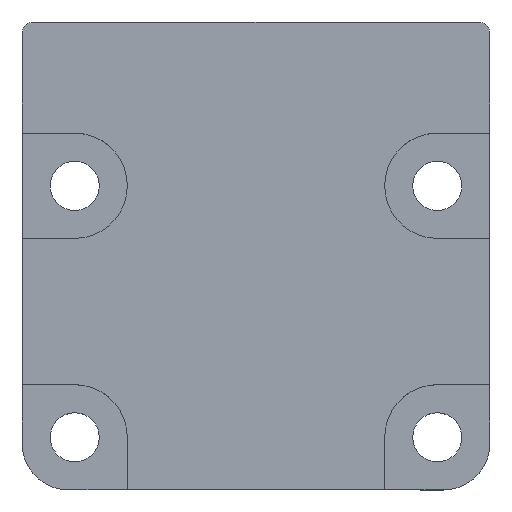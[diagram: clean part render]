
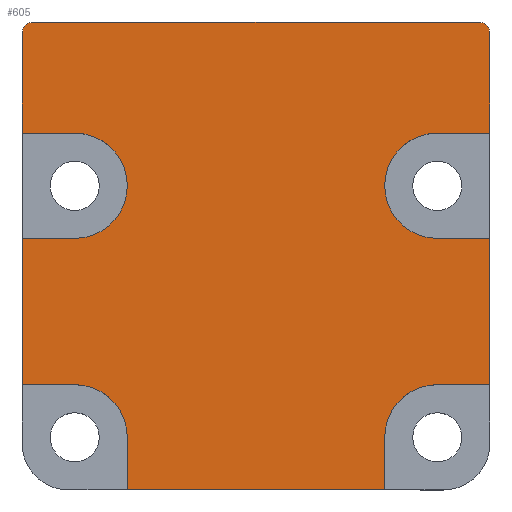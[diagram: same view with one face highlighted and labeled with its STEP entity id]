
A CAD part, top view. The second image highlights one B-rep face of the part: STEP entity #605.
In plain terms, the highlighted planar face has unit normal (0, 0, 1).
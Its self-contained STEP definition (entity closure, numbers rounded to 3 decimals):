
#30=CIRCLE('',#623,4.5);
#34=CIRCLE('',#631,4.5);
#37=CIRCLE('',#637,4.5);
#40=CIRCLE('',#644,4.5);
#44=CIRCLE('',#653,1.);
#45=CIRCLE('',#654,1.);
#79=FACE_OUTER_BOUND('',#112,.T.);
#112=EDGE_LOOP('',(#463,#464,#465,#466,#467,#468,#469,#470,#471,#472,#473,
#474,#475,#476,#477,#478,#479,#480,#481,#482));
#133=LINE('',#845,#189);
#138=LINE('',#859,#194);
#143=LINE('',#874,#199);
#148=LINE('',#888,#204);
#154=LINE('',#907,#210);
#157=LINE('',#913,#213);
#163=LINE('',#932,#219);
#166=LINE('',#938,#222);
#174=LINE('',#957,#230);
#175=LINE('',#958,#231);
#176=LINE('',#963,#232);
#177=LINE('',#966,#233);
#178=LINE('',#967,#234);
#179=LINE('',#968,#235);
#189=VECTOR('',#679,4.5);
#194=VECTOR('',#692,4.5);
#199=VECTOR('',#705,4.5);
#204=VECTOR('',#718,4.5);
#210=VECTOR('',#736,4.5);
#213=VECTOR('',#741,4.5);
#219=VECTOR('',#759,4.5);
#222=VECTOR('',#764,4.5);
#230=VECTOR('',#780,8.5);
#231=VECTOR('',#781,12.5);
#232=VECTOR('',#786,38.);
#233=VECTOR('',#789,8.5);
#234=VECTOR('',#790,12.5);
#235=VECTOR('',#791,22.);
#245=VERTEX_POINT('',#843);
#246=VERTEX_POINT('',#844);
#249=VERTEX_POINT('',#852);
#251=VERTEX_POINT('',#858);
#256=VERTEX_POINT('',#872);
#257=VERTEX_POINT('',#873);
#260=VERTEX_POINT('',#881);
#262=VERTEX_POINT('',#887);
#265=VERTEX_POINT('',#897);
#266=VERTEX_POINT('',#898);
#269=VERTEX_POINT('',#906);
#271=VERTEX_POINT('',#912);
#274=VERTEX_POINT('',#922);
#275=VERTEX_POINT('',#923);
#278=VERTEX_POINT('',#931);
#280=VERTEX_POINT('',#937);
#287=VERTEX_POINT('',#955);
#288=VERTEX_POINT('',#960);
#289=VERTEX_POINT('',#962);
#290=VERTEX_POINT('',#964);
#301=EDGE_CURVE('',#245,#246,#133,.T.);
#305=EDGE_CURVE('',#249,#245,#30,.T.);
#308=EDGE_CURVE('',#251,#249,#138,.T.);
#315=EDGE_CURVE('',#256,#257,#143,.T.);
#319=EDGE_CURVE('',#260,#256,#34,.T.);
#322=EDGE_CURVE('',#262,#260,#148,.T.);
#327=EDGE_CURVE('',#265,#266,#37,.T.);
#331=EDGE_CURVE('',#269,#265,#154,.T.);
#334=EDGE_CURVE('',#266,#271,#157,.T.);
#339=EDGE_CURVE('',#274,#275,#40,.T.);
#343=EDGE_CURVE('',#278,#274,#163,.T.);
#346=EDGE_CURVE('',#275,#280,#166,.T.);
#356=EDGE_CURVE('',#257,#287,#174,.T.);
#357=EDGE_CURVE('',#246,#262,#175,.T.);
#358=EDGE_CURVE('',#287,#288,#44,.T.);
#359=EDGE_CURVE('',#288,#289,#176,.T.);
#360=EDGE_CURVE('',#289,#290,#45,.T.);
#361=EDGE_CURVE('',#290,#269,#177,.T.);
#362=EDGE_CURVE('',#271,#278,#178,.T.);
#363=EDGE_CURVE('',#280,#251,#179,.T.);
#463=ORIENTED_EDGE('',*,*,#308,.T.);
#464=ORIENTED_EDGE('',*,*,#305,.T.);
#465=ORIENTED_EDGE('',*,*,#301,.T.);
#466=ORIENTED_EDGE('',*,*,#357,.T.);
#467=ORIENTED_EDGE('',*,*,#322,.T.);
#468=ORIENTED_EDGE('',*,*,#319,.T.);
#469=ORIENTED_EDGE('',*,*,#315,.T.);
#470=ORIENTED_EDGE('',*,*,#356,.T.);
#471=ORIENTED_EDGE('',*,*,#358,.T.);
#472=ORIENTED_EDGE('',*,*,#359,.T.);
#473=ORIENTED_EDGE('',*,*,#360,.T.);
#474=ORIENTED_EDGE('',*,*,#361,.T.);
#475=ORIENTED_EDGE('',*,*,#331,.T.);
#476=ORIENTED_EDGE('',*,*,#327,.T.);
#477=ORIENTED_EDGE('',*,*,#334,.T.);
#478=ORIENTED_EDGE('',*,*,#362,.T.);
#479=ORIENTED_EDGE('',*,*,#343,.T.);
#480=ORIENTED_EDGE('',*,*,#339,.T.);
#481=ORIENTED_EDGE('',*,*,#346,.T.);
#482=ORIENTED_EDGE('',*,*,#363,.T.);
#554=PLANE('',#652);
#605=ADVANCED_FACE('',(#79),#554,.T.);
#623=AXIS2_PLACEMENT_3D('',#853,#685,#686);
#631=AXIS2_PLACEMENT_3D('',#882,#711,#712);
#637=AXIS2_PLACEMENT_3D('',#899,#728,#729);
#644=AXIS2_PLACEMENT_3D('',#924,#751,#752);
#652=AXIS2_PLACEMENT_3D('',#959,#782,#783);
#653=AXIS2_PLACEMENT_3D('',#961,#784,#785);
#654=AXIS2_PLACEMENT_3D('',#965,#787,#788);
#679=DIRECTION('',(1.,0.,0.));
#685=DIRECTION('center_axis',(0.,0.,-1.));
#686=DIRECTION('ref_axis',(0.,-1.,0.));
#692=DIRECTION('',(0.,1.,0.));
#705=DIRECTION('',(1.,0.,0.));
#711=DIRECTION('center_axis',(0.,0.,-1.));
#712=DIRECTION('ref_axis',(0.,-1.,0.));
#718=DIRECTION('',(-1.,0.,0.));
#728=DIRECTION('center_axis',(0.,0.,-1.));
#729=DIRECTION('ref_axis',(0.,-1.,0.));
#736=DIRECTION('',(1.,0.,0.));
#741=DIRECTION('',(-1.,0.,0.));
#751=DIRECTION('center_axis',(0.,0.,-1.));
#752=DIRECTION('ref_axis',(1.,0.,0.));
#759=DIRECTION('',(1.,0.,0.));
#764=DIRECTION('',(0.,-1.,0.));
#780=DIRECTION('',(0.,1.,0.));
#781=DIRECTION('',(0.,1.,0.));
#782=DIRECTION('center_axis',(0.,0.,1.));
#783=DIRECTION('ref_axis',(1.,0.,0.));
#784=DIRECTION('center_axis',(0.,0.,1.));
#785=DIRECTION('ref_axis',(1.,0.,0.));
#786=DIRECTION('',(-1.,0.,0.));
#787=DIRECTION('center_axis',(0.,0.,1.));
#788=DIRECTION('ref_axis',(0.,1.,0.));
#789=DIRECTION('',(0.,-1.,0.));
#790=DIRECTION('',(0.,-1.,0.));
#791=DIRECTION('',(1.,0.,0.));
#843=CARTESIAN_POINT('',(15.5,9.,5.));
#844=CARTESIAN_POINT('',(20.,9.,5.));
#845=CARTESIAN_POINT('',(7.75,9.,5.));
#852=CARTESIAN_POINT('',(11.,4.5,5.));
#853=CARTESIAN_POINT('Origin',(15.5,4.5,5.));
#858=CARTESIAN_POINT('',(11.,0.,5.));
#859=CARTESIAN_POINT('',(11.,10.418,5.));
#872=CARTESIAN_POINT('',(15.5,30.5,5.));
#873=CARTESIAN_POINT('',(20.,30.5,5.));
#874=CARTESIAN_POINT('',(7.75,30.5,5.));
#881=CARTESIAN_POINT('',(15.5,21.5,5.));
#882=CARTESIAN_POINT('Origin',(15.5,26.,5.));
#887=CARTESIAN_POINT('',(20.,21.5,5.));
#888=CARTESIAN_POINT('',(10.,21.5,5.));
#897=CARTESIAN_POINT('',(-15.5,30.5,5.));
#898=CARTESIAN_POINT('',(-15.5,21.5,5.));
#899=CARTESIAN_POINT('Origin',(-15.5,26.,5.));
#906=CARTESIAN_POINT('',(-20.,30.5,5.));
#907=CARTESIAN_POINT('',(-10.,30.5,5.));
#912=CARTESIAN_POINT('',(-20.,21.5,5.));
#913=CARTESIAN_POINT('',(-7.75,21.5,5.));
#922=CARTESIAN_POINT('',(-15.5,9.,5.));
#923=CARTESIAN_POINT('',(-11.,4.5,5.));
#924=CARTESIAN_POINT('Origin',(-15.5,4.5,5.));
#931=CARTESIAN_POINT('',(-20.,9.,5.));
#932=CARTESIAN_POINT('',(-10.,9.,5.));
#937=CARTESIAN_POINT('',(-11.,0.,5.));
#938=CARTESIAN_POINT('',(-11.,12.568,5.));
#955=CARTESIAN_POINT('',(20.,39.,5.));
#957=CARTESIAN_POINT('',(20.,4.,5.));
#958=CARTESIAN_POINT('',(20.,4.,5.));
#959=CARTESIAN_POINT('Origin',(0.,20.636,
5.));
#960=CARTESIAN_POINT('',(19.,40.,5.));
#961=CARTESIAN_POINT('Origin',(19.,39.,5.));
#962=CARTESIAN_POINT('',(-19.,40.,5.));
#963=CARTESIAN_POINT('',(19.,40.,5.));
#964=CARTESIAN_POINT('',(-20.,39.,5.));
#965=CARTESIAN_POINT('Origin',(-19.,39.,5.));
#966=CARTESIAN_POINT('',(-20.,39.,5.));
#967=CARTESIAN_POINT('',(-20.,39.,5.));
#968=CARTESIAN_POINT('',(-16.,0.,5.));
